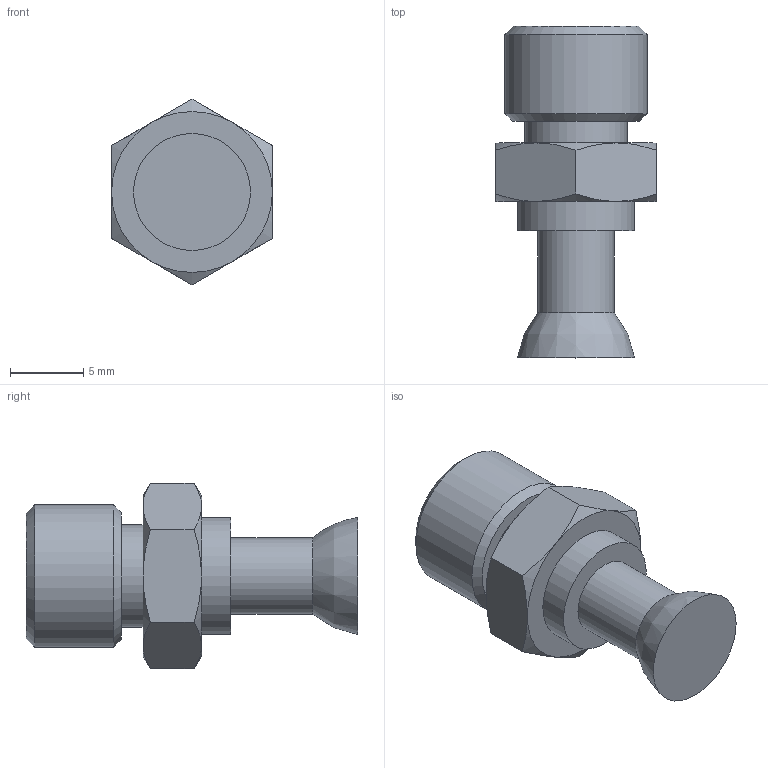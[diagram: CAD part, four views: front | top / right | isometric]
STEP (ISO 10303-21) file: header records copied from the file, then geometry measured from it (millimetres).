
FILE_DESCRIPTION(/* description */ (''),/* implementation_level */ '2;1');
FILE_NAME(/* name */ 'vc8sb+rac2r1-8m.stp',/* time_stamp */ '2020-03-25T11:45:21+01:00',/* author */ ('nebuc'),/* organization */ (''),/* preprocessor_version */ 'ST-DEVELOPER v17',/* originating_system */ 'Autodesk Inventor 2019',/* authorisation */ '');
FILE_SCHEMA (('AUTOMOTIVE_DESIGN { 1 0 10303 214 3 1 1 }'));
Length unit declared in the file: millimetre
Products named in the file (1): vc8nit+rac2r1-8m
Bounding box: 11 x 22.7 x 12.7 mm (x, y, z)
Volume: 1186.9 mm3; surface area: 981.3 mm2
Topology: 1 solids, 1 shells, 33 faces, 77 edges, 51 vertices
Faces by surface type: cone 14, plane 13, cylinder 5, bspline 1
Full cylindrical faces by diameter (mm): 4 x1, 5.2 x1, 7 x1, 8 x1, 9.728 x1
Entity records: 1041 total; most frequent: CARTESIAN_POINT 236, DIRECTION 159, ORIENTED_EDGE 154, EDGE_CURVE 77, AXIS2_PLACEMENT_3D 73, VERTEX_POINT 51, CIRCLE 40, EDGE_LOOP 38
